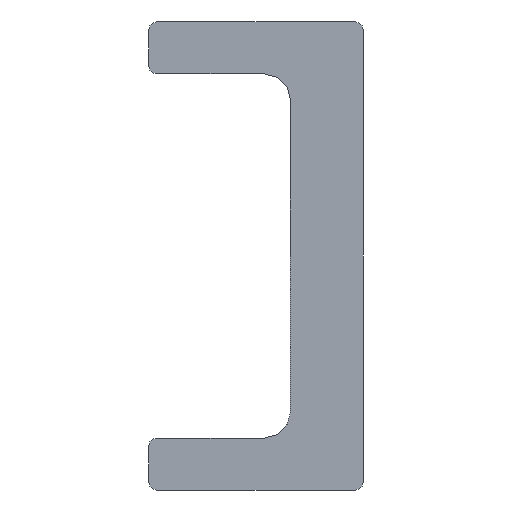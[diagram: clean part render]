
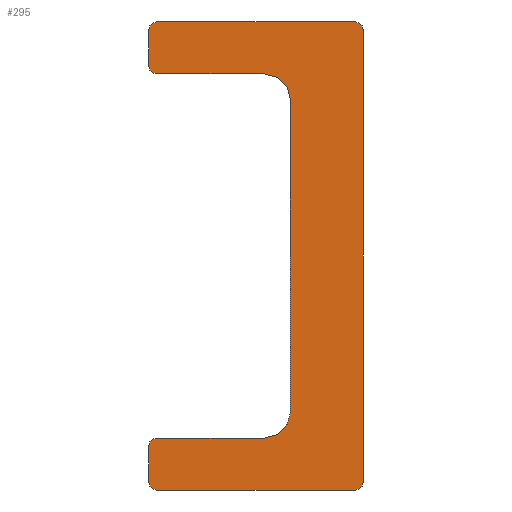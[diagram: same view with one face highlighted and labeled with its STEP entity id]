
A CAD part, front view. The second image highlights one B-rep face of the part: STEP entity #295.
In plain terms, the highlighted planar face has unit normal (0, -1, 0).
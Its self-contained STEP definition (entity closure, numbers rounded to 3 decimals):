
#295 = ADVANCED_FACE( '', ( #709 ), #710, .F. );
#709 = FACE_OUTER_BOUND( '', #1120, .T. );
#710 = PLANE( '', #1121 );
#1120 = EDGE_LOOP( '', ( #1766, #1767, #1768, #1769, #1770, #1771, #1772, #1773, #1774, #1775, #1776, #1777, #1778, #1779, #1780, #1781 ) );
#1121 = AXIS2_PLACEMENT_3D( '', #1782, #1783, #1784 );
#1766 = ORIENTED_EDGE( '', *, *, #1929, .F. );
#1767 = ORIENTED_EDGE( '', *, *, #2036, .T. );
#1768 = ORIENTED_EDGE( '', *, *, #1972, .F. );
#1769 = ORIENTED_EDGE( '', *, *, #1944, .T. );
#1770 = ORIENTED_EDGE( '', *, *, #1895, .F. );
#1771 = ORIENTED_EDGE( '', *, *, #1888, .T. );
#1772 = ORIENTED_EDGE( '', *, *, #1852, .F. );
#1773 = ORIENTED_EDGE( '', *, *, #2004, .T. );
#1774 = ORIENTED_EDGE( '', *, *, #1969, .F. );
#1775 = ORIENTED_EDGE( '', *, *, #2008, .T. );
#1776 = ORIENTED_EDGE( '', *, *, #1812, .F. );
#1777 = ORIENTED_EDGE( '', *, *, #1940, .T. );
#1778 = ORIENTED_EDGE( '', *, *, #2000, .F. );
#1779 = ORIENTED_EDGE( '', *, *, #1901, .T. );
#1780 = ORIENTED_EDGE( '', *, *, #1990, .F. );
#1781 = ORIENTED_EDGE( '', *, *, #1934, .T. );
#1782 = CARTESIAN_POINT( '', ( -4.125, 0., 9. ) );
#1783 = DIRECTION( '', ( 0., 1., 0. ) );
#1784 = DIRECTION( '', ( 0., 0., 1. ) );
#1812 = EDGE_CURVE( '', #2058, #2059, #2060, .T. );
#1852 = EDGE_CURVE( '', #2127, #2129, #2130, .T. );
#1888 = EDGE_CURVE( '', #2187, #2129, #2188, .F. );
#1895 = EDGE_CURVE( '', #2187, #2197, #2198, .T. );
#1901 = EDGE_CURVE( '', #2206, #2204, #2207, .F. );
#1929 = EDGE_CURVE( '', #2256, #2258, #2259, .T. );
#1934 = EDGE_CURVE( '', #2265, #2258, #2266, .F. );
#1940 = EDGE_CURVE( '', #2058, #2272, #2274, .F. );
#1944 = EDGE_CURVE( '', #2279, #2197, #2280, .F. );
#1969 = EDGE_CURVE( '', #2322, #2324, #2325, .T. );
#1972 = EDGE_CURVE( '', #2279, #2328, #2329, .T. );
#1990 = EDGE_CURVE( '', #2265, #2204, #2353, .T. );
#2000 = EDGE_CURVE( '', #2206, #2272, #2366, .T. );
#2004 = EDGE_CURVE( '', #2127, #2324, #2370, .T. );
#2008 = EDGE_CURVE( '', #2322, #2059, #2375, .T. );
#2036 = EDGE_CURVE( '', #2256, #2328, #2409, .F. );
#2058 = VERTEX_POINT( '', #2431 );
#2059 = VERTEX_POINT( '', #2432 );
#2060 = LINE( '', #2433, #2434 );
#2127 = VERTEX_POINT( '', #2511 );
#2129 = VERTEX_POINT( '', #2514 );
#2130 = LINE( '', #2515, #2516 );
#2187 = VERTEX_POINT( '', #2574 );
#2188 = CIRCLE( '', #2575, 0.3 );
#2197 = VERTEX_POINT( '', #2585 );
#2198 = LINE( '', #2586, #2587 );
#2204 = VERTEX_POINT( '', #2594 );
#2206 = VERTEX_POINT( '', #2597 );
#2207 = CIRCLE( '', #2598, 0.3 );
#2256 = VERTEX_POINT( '', #2648 );
#2258 = VERTEX_POINT( '', #2651 );
#2259 = LINE( '', #2652, #2653 );
#2265 = VERTEX_POINT( '', #2660 );
#2266 = CIRCLE( '', #2661, 0.3 );
#2272 = VERTEX_POINT( '', #2668 );
#2274 = CIRCLE( '', #2671, 0.3 );
#2279 = VERTEX_POINT( '', #2676 );
#2280 = CIRCLE( '', #2677, 0.3 );
#2322 = VERTEX_POINT( '', #2720 );
#2324 = VERTEX_POINT( '', #2723 );
#2325 = LINE( '', #2724, #2725 );
#2328 = VERTEX_POINT( '', #2729 );
#2329 = LINE( '', #2730, #2731 );
#2353 = LINE( '', #2756, #2757 );
#2366 = LINE( '', #2770, #2771 );
#2370 = CIRCLE( '', #2775, 1. );
#2375 = CIRCLE( '', #2780, 1. );
#2409 = CIRCLE( '', #2814, 0.3 );
#2431 = CARTESIAN_POINT( '', ( -3.825, 0., -7. ) );
#2432 = CARTESIAN_POINT( '', ( 0.325, 0., -7. ) );
#2433 = CARTESIAN_POINT( '', ( 1.325, 0., -7. ) );
#2434 = VECTOR( '', #2837, 1000. );
#2511 = CARTESIAN_POINT( '', ( 0.325, 0., 7. ) );
#2514 = CARTESIAN_POINT( '', ( -3.825, 0., 7. ) );
#2515 = CARTESIAN_POINT( '', ( -4.125, 0., 7. ) );
#2516 = VECTOR( '', #2909, 1000. );
#2574 = CARTESIAN_POINT( '', ( -4.125, 0., 7.3 ) );
#2575 = AXIS2_PLACEMENT_3D( '', #2974, #2975, #2976 );
#2585 = CARTESIAN_POINT( '', ( -4.125, 0., 8.7 ) );
#2586 = CARTESIAN_POINT( '', ( -4.125, 0., -9. ) );
#2587 = VECTOR( '', #2984, 1000. );
#2594 = CARTESIAN_POINT( '', ( -3.825, 0., -9. ) );
#2597 = CARTESIAN_POINT( '', ( -4.125, 0., -8.7 ) );
#2598 = AXIS2_PLACEMENT_3D( '', #2990, #2991, #2992 );
#2648 = CARTESIAN_POINT( '', ( 4.125, 0., 8.7 ) );
#2651 = CARTESIAN_POINT( '', ( 4.125, 0., -8.7 ) );
#2652 = CARTESIAN_POINT( '', ( 4.125, 0., 9. ) );
#2653 = VECTOR( '', #3061, 1000. );
#2660 = CARTESIAN_POINT( '', ( 3.825, 0., -9. ) );
#2661 = AXIS2_PLACEMENT_3D( '', #3066, #3067, #3068 );
#2668 = CARTESIAN_POINT( '', ( -4.125, 0., -7.3 ) );
#2671 = AXIS2_PLACEMENT_3D( '', #3074, #3075, #3076 );
#2676 = CARTESIAN_POINT( '', ( -3.825, 0., 9. ) );
#2677 = AXIS2_PLACEMENT_3D( '', #3080, #3081, #3082 );
#2720 = CARTESIAN_POINT( '', ( 1.325, 0., -6. ) );
#2723 = CARTESIAN_POINT( '', ( 1.325, 0., 6. ) );
#2724 = CARTESIAN_POINT( '', ( 1.325, 0., 7. ) );
#2725 = VECTOR( '', #3139, 1000. );
#2729 = CARTESIAN_POINT( '', ( 3.825, 0., 9. ) );
#2730 = CARTESIAN_POINT( '', ( -4.125, 0., 9. ) );
#2731 = VECTOR( '', #3141, 1000. );
#2756 = CARTESIAN_POINT( '', ( 4.125, 0., -9. ) );
#2757 = VECTOR( '', #3161, 1000. );
#2770 = CARTESIAN_POINT( '', ( -4.125, 0., -9. ) );
#2771 = VECTOR( '', #3171, 1000. );
#2775 = AXIS2_PLACEMENT_3D( '', #3172, #3173, #3174 );
#2780 = AXIS2_PLACEMENT_3D( '', #3178, #3179, #3180 );
#2814 = AXIS2_PLACEMENT_3D( '', #3199, #3200, #3201 );
#2837 = DIRECTION( '', ( 1., 0., 0. ) );
#2909 = DIRECTION( '', ( -1., 0., 0. ) );
#2974 = CARTESIAN_POINT( '', ( -3.825, 0., 7.3 ) );
#2975 = DIRECTION( '', ( 0., 1., 0. ) );
#2976 = DIRECTION( '', ( 0., 0., 1. ) );
#2984 = DIRECTION( '', ( 0., 0., 1. ) );
#2990 = CARTESIAN_POINT( '', ( -3.825, 0., -8.7 ) );
#2991 = DIRECTION( '', ( 0., 1., 0. ) );
#2992 = DIRECTION( '', ( 0., 0., 1. ) );
#3061 = DIRECTION( '', ( 0., 0., -1. ) );
#3066 = CARTESIAN_POINT( '', ( 3.825, 0., -8.7 ) );
#3067 = DIRECTION( '', ( 0., 1., 0. ) );
#3068 = DIRECTION( '', ( 0., 0., 1. ) );
#3074 = CARTESIAN_POINT( '', ( -3.825, 0., -7.3 ) );
#3075 = DIRECTION( '', ( 0., 1., 0. ) );
#3076 = DIRECTION( '', ( 0., 0., 1. ) );
#3080 = CARTESIAN_POINT( '', ( -3.825, 0., 8.7 ) );
#3081 = DIRECTION( '', ( 0., 1., 0. ) );
#3082 = DIRECTION( '', ( 0., 0., 1. ) );
#3139 = DIRECTION( '', ( 0., 0., 1. ) );
#3141 = DIRECTION( '', ( 1., 0., 0. ) );
#3161 = DIRECTION( '', ( -1., 0., 0. ) );
#3171 = DIRECTION( '', ( 0., 0., 1. ) );
#3172 = CARTESIAN_POINT( '', ( 0.325, 0., 6. ) );
#3173 = DIRECTION( '', ( 0., 1., 0. ) );
#3174 = DIRECTION( '', ( 0., 0., 1. ) );
#3178 = CARTESIAN_POINT( '', ( 0.325, 0., -6. ) );
#3179 = DIRECTION( '', ( 0., 1., 0. ) );
#3180 = DIRECTION( '', ( 0., 0., 1. ) );
#3199 = CARTESIAN_POINT( '', ( 3.825, 0., 8.7 ) );
#3200 = DIRECTION( '', ( 0., 1., 0. ) );
#3201 = DIRECTION( '', ( 0., 0., 1. ) );
